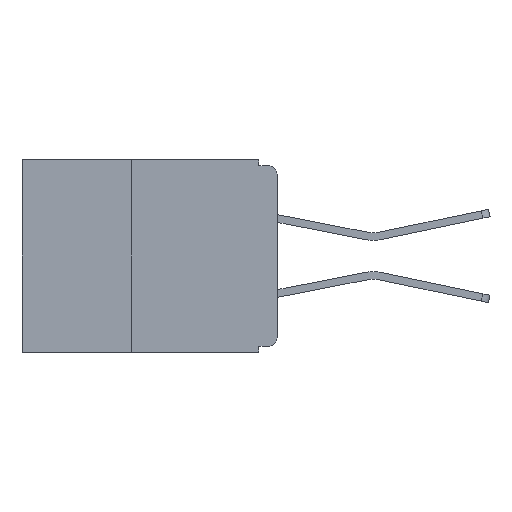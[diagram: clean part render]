
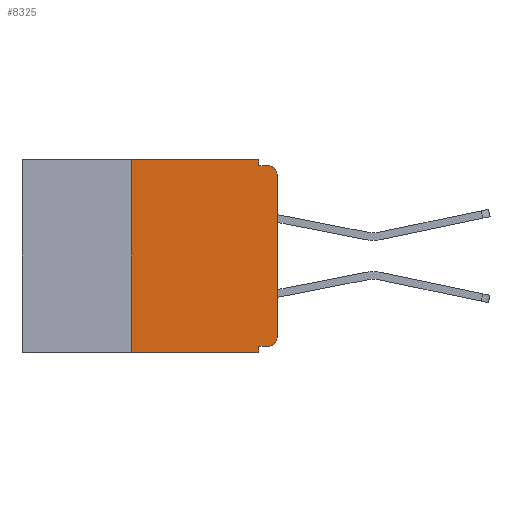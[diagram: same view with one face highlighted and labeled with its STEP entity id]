
A CAD part, left-side view. The second image highlights one B-rep face of the part: STEP entity #8325.
In plain terms, the highlighted planar face has unit normal (-1, 0, 0).
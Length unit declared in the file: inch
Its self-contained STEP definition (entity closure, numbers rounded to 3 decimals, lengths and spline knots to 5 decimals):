
#93 = VERTEX_POINT ( 'NONE', #22349 ) ;
#476 = DIRECTION ( 'NONE',  ( 0., 0., -1. ) ) ;
#508 = ORIENTED_EDGE ( 'NONE', *, *, #22786, .F. ) ;
#583 = CARTESIAN_POINT ( 'NONE',  ( 0., 0.031, -0.33 ) ) ;
#1830 = ORIENTED_EDGE ( 'NONE', *, *, #10135, .F. ) ;
#2015 = EDGE_CURVE ( 'NONE', #5609, #24937, #5731, .T. ) ;
#2334 = CARTESIAN_POINT ( 'NONE',  ( 0., 0.25, 0. ) ) ;
#3158 = VECTOR ( 'NONE', #18882, 39.37008 ) ;
#3329 = VERTEX_POINT ( 'NONE', #5638 ) ;
#3671 = VECTOR ( 'NONE', #19476, 39.37008 ) ;
#3678 = ORIENTED_EDGE ( 'NONE', *, *, #18242, .F. ) ;
#4298 = AXIS2_PLACEMENT_3D ( 'NONE', #17570, #17107, #17074 ) ;
#4304 = DIRECTION ( 'NONE',  ( 0., 0., 1. ) ) ;
#4357 = CARTESIAN_POINT ( 'NONE',  ( 0., 0., 0. ) ) ;
#5101 = FACE_OUTER_BOUND ( 'NONE', #13935, .T. ) ;
#5169 = LINE ( 'NONE', #5481, #20681 ) ;
#5241 = CARTESIAN_POINT ( 'NONE',  ( 0., 0., -0.32 ) ) ;
#5453 = VERTEX_POINT ( 'NONE', #16142 ) ;
#5481 = CARTESIAN_POINT ( 'NONE',  ( 0., 0.437, -0.33 ) ) ;
#5534 = ORIENTED_EDGE ( 'NONE', *, *, #23908, .F. ) ;
#5566 = DIRECTION ( 'NONE',  ( 0., -1., 0. ) ) ;
#5609 = VERTEX_POINT ( 'NONE', #12393 ) ;
#5638 = CARTESIAN_POINT ( 'NONE',  ( 0., 0.031, 0. ) ) ;
#5731 = CIRCLE ( 'NONE', #22632, 0.015 ) ;
#5805 = ORIENTED_EDGE ( 'NONE', *, *, #13190, .T. ) ;
#5976 = LINE ( 'NONE', #23921, #21459 ) ;
#7134 = VERTEX_POINT ( 'NONE', #19890 ) ;
#7348 = CARTESIAN_POINT ( 'NONE',  ( 0., 0.25, -0.33 ) ) ;
#7462 = VECTOR ( 'NONE', #4304, 39.37008 ) ;
#7860 = ORIENTED_EDGE ( 'NONE', *, *, #17568, .F. ) ;
#8325 = ADVANCED_FACE ( 'NONE', ( #5101 ), #17575, .F. ) ;
#8577 = LINE ( 'NONE', #11498, #17961 ) ;
#8670 = LINE ( 'NONE', #583, #3158 ) ;
#9597 = VERTEX_POINT ( 'NONE', #20760 ) ;
#10026 = CARTESIAN_POINT ( 'NONE',  ( 0., 0., -0.01 ) ) ;
#10135 = EDGE_CURVE ( 'NONE', #18580, #3329, #8577, .T. ) ;
#11055 = ORIENTED_EDGE ( 'NONE', *, *, #2015, .T. ) ;
#11230 = DIRECTION ( 'NONE',  ( 0., 0., -1. ) ) ;
#11486 = ORIENTED_EDGE ( 'NONE', *, *, #13279, .T. ) ;
#11498 = CARTESIAN_POINT ( 'NONE',  ( 0., 0.437, 0. ) ) ;
#11578 = DIRECTION ( 'NONE',  ( 0., -1., 0. ) ) ;
#11884 = CARTESIAN_POINT ( 'NONE',  ( 0., 0.015, -0.305 ) ) ;
#11909 = DIRECTION ( 'NONE',  ( 0., 0., -1. ) ) ;
#12393 = CARTESIAN_POINT ( 'NONE',  ( 0., 0.015, -0.32 ) ) ;
#12728 = DIRECTION ( 'NONE',  ( -1., 0., 0. ) ) ;
#13190 = EDGE_CURVE ( 'NONE', #9597, #16959, #5169, .T. ) ;
#13279 = EDGE_CURVE ( 'NONE', #24937, #7134, #18148, .T. ) ;
#13611 = LINE ( 'NONE', #7348, #23659 ) ;
#13654 = VERTEX_POINT ( 'NONE', #23399 ) ;
#13935 = EDGE_LOOP ( 'NONE', ( #11486, #17834, #21943, #508, #1830, #3678, #5805, #7860, #5534, #11055 ) ) ;
#14296 = DIRECTION ( 'NONE',  ( -1., 0., 0. ) ) ;
#15038 = CARTESIAN_POINT ( 'NONE',  ( 0., 0.031, -0.33 ) ) ;
#15099 = LINE ( 'NONE', #5241, #3671 ) ;
#16142 = CARTESIAN_POINT ( 'NONE',  ( 0., 0.031, -0.32 ) ) ;
#16959 = VERTEX_POINT ( 'NONE', #15038 ) ;
#17074 = DIRECTION ( 'NONE',  ( 0., 0., -1. ) ) ;
#17107 = DIRECTION ( 'NONE',  ( 1., 0., 0. ) ) ;
#17568 = EDGE_CURVE ( 'NONE', #5453, #16959, #8670, .T. ) ;
#17570 = CARTESIAN_POINT ( 'NONE',  ( 0., 0.437, 0. ) ) ;
#17575 = PLANE ( 'NONE',  #4298 ) ;
#17834 = ORIENTED_EDGE ( 'NONE', *, *, #25373, .T. ) ;
#17961 = VECTOR ( 'NONE', #11578, 39.37008 ) ;
#18148 = LINE ( 'NONE', #4357, #7462 ) ;
#18242 = EDGE_CURVE ( 'NONE', #9597, #18580, #13611, .T. ) ;
#18580 = VERTEX_POINT ( 'NONE', #2334 ) ;
#18882 = DIRECTION ( 'NONE',  ( 0., 0., -1. ) ) ;
#19476 = DIRECTION ( 'NONE',  ( 0., 1., 0. ) ) ;
#19845 = VECTOR ( 'NONE', #20037, 39.37008 ) ;
#19890 = CARTESIAN_POINT ( 'NONE',  ( 0., 0., -0.025 ) ) ;
#20037 = DIRECTION ( 'NONE',  ( 0., -1., 0. ) ) ;
#20484 = LINE ( 'NONE', #10026, #19845 ) ;
#20681 = VECTOR ( 'NONE', #5566, 39.37008 ) ;
#20760 = CARTESIAN_POINT ( 'NONE',  ( 0., 0.25, -0.33 ) ) ;
#21041 = CIRCLE ( 'NONE', #22132, 0.015 ) ;
#21459 = VECTOR ( 'NONE', #11909, 39.37008 ) ;
#21943 = ORIENTED_EDGE ( 'NONE', *, *, #23448, .F. ) ;
#22132 = AXIS2_PLACEMENT_3D ( 'NONE', #24740, #12728, #476 ) ;
#22349 = CARTESIAN_POINT ( 'NONE',  ( 0., 0.031, -0.01 ) ) ;
#22632 = AXIS2_PLACEMENT_3D ( 'NONE', #11884, #14296, #11230 ) ;
#22786 = EDGE_CURVE ( 'NONE', #3329, #93, #5976, .T. ) ;
#23042 = CARTESIAN_POINT ( 'NONE',  ( 0., 0., -0.305 ) ) ;
#23399 = CARTESIAN_POINT ( 'NONE',  ( 0., 0.015, -0.01 ) ) ;
#23448 = EDGE_CURVE ( 'NONE', #93, #13654, #20484, .T. ) ;
#23659 = VECTOR ( 'NONE', #25388, 39.37008 ) ;
#23908 = EDGE_CURVE ( 'NONE', #5609, #5453, #15099, .T. ) ;
#23921 = CARTESIAN_POINT ( 'NONE',  ( 0., 0.031, 0. ) ) ;
#24740 = CARTESIAN_POINT ( 'NONE',  ( 0., 0.015, -0.025 ) ) ;
#24937 = VERTEX_POINT ( 'NONE', #23042 ) ;
#25373 = EDGE_CURVE ( 'NONE', #7134, #13654, #21041, .T. ) ;
#25388 = DIRECTION ( 'NONE',  ( 0., 0., 1. ) ) ;
